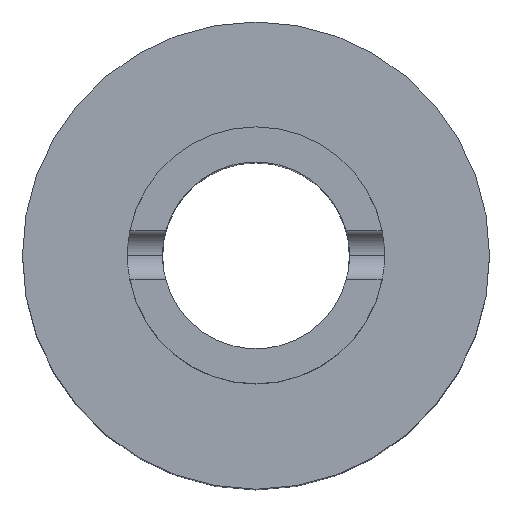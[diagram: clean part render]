
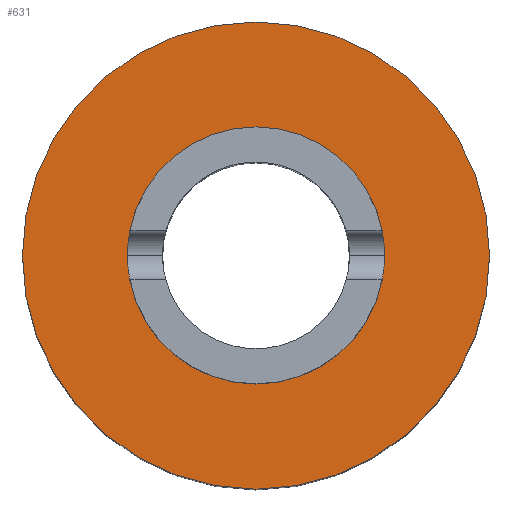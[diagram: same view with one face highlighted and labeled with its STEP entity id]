
A CAD part, top view. The second image highlights one B-rep face of the part: STEP entity #631.
In plain terms, the highlighted planar face has unit normal (0, 0, 1).
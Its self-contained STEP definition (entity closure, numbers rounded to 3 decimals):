
#21 = CIRCLE ( 'NONE', #184, 5.5 ) ;
#23 = DIRECTION ( 'NONE',  ( 0., 0., 1. ) ) ;
#114 = CARTESIAN_POINT ( 'NONE',  ( 10., 0., 20. ) ) ;
#120 = CARTESIAN_POINT ( 'NONE',  ( -10., 0., 20. ) ) ;
#121 = DIRECTION ( 'NONE',  ( 1., 0., 0. ) ) ;
#163 = DIRECTION ( 'NONE',  ( 0., 0., 1. ) ) ;
#170 = CARTESIAN_POINT ( 'NONE',  ( 0., 0., 20. ) ) ;
#183 = DIRECTION ( 'NONE',  ( 1., 0., 0. ) ) ;
#184 = AXIS2_PLACEMENT_3D ( 'NONE', #170, #23, #183 ) ;
#196 = CARTESIAN_POINT ( 'NONE',  ( 0., 0., 20. ) ) ;
#197 = AXIS2_PLACEMENT_3D ( 'NONE', #196, #163, #121 ) ;
#198 = CIRCLE ( 'NONE', #197, 10. ) ;
#288 = DIRECTION ( 'NONE',  ( 1., 0., 0. ) ) ;
#289 = DIRECTION ( 'NONE',  ( 0., 0., 1. ) ) ;
#290 = CARTESIAN_POINT ( 'NONE',  ( 0., 0., 20. ) ) ;
#291 = AXIS2_PLACEMENT_3D ( 'NONE', #290, #289, #288 ) ;
#292 = DIRECTION ( 'NONE',  ( 1., 0., 0. ) ) ;
#293 = CIRCLE ( 'NONE', #291, 10. ) ;
#304 = DIRECTION ( 'NONE',  ( 0., 0., 1. ) ) ;
#305 = CARTESIAN_POINT ( 'NONE',  ( 0., 0., 20. ) ) ;
#306 = AXIS2_PLACEMENT_3D ( 'NONE', #305, #304, #292 ) ;
#307 = FACE_OUTER_BOUND ( 'NONE', #632, .T. ) ;
#309 = PLANE ( 'NONE',  #306 ) ;
#310 = FACE_BOUND ( 'NONE', #681, .T. ) ;
#520 = VERTEX_POINT ( 'NONE', #719 ) ;
#523 = VERTEX_POINT ( 'NONE', #931 ) ;
#525 = EDGE_CURVE ( 'NONE', #520, #523, #930, .T. ) ;
#631 = ADVANCED_FACE ( 'NONE', ( #307, #310 ), #309, .T. ) ;
#632 = EDGE_LOOP ( 'NONE', ( #633, #635 ) ) ;
#633 = ORIENTED_EDGE ( 'NONE', *, *, #634, .T. ) ;
#634 = EDGE_CURVE ( 'NONE', #679, #678, #293, .T. ) ;
#635 = ORIENTED_EDGE ( 'NONE', *, *, #677, .T. ) ;
#677 = EDGE_CURVE ( 'NONE', #678, #679, #198, .T. ) ;
#678 = VERTEX_POINT ( 'NONE', #114 ) ;
#679 = VERTEX_POINT ( 'NONE', #120 ) ;
#681 = EDGE_LOOP ( 'NONE', ( #682, #684 ) ) ;
#682 = ORIENTED_EDGE ( 'NONE', *, *, #683, .F. ) ;
#683 = EDGE_CURVE ( 'NONE', #523, #520, #21, .T. ) ;
#684 = ORIENTED_EDGE ( 'NONE', *, *, #525, .F. ) ;
#719 = CARTESIAN_POINT ( 'NONE',  ( 5.5, 0., 20. ) ) ;
#926 = DIRECTION ( 'NONE',  ( 1., 0., 0. ) ) ;
#927 = DIRECTION ( 'NONE',  ( 0., 0., 1. ) ) ;
#928 = CARTESIAN_POINT ( 'NONE',  ( 0., 0., 20. ) ) ;
#929 = AXIS2_PLACEMENT_3D ( 'NONE', #928, #927, #926 ) ;
#930 = CIRCLE ( 'NONE', #929, 5.5 ) ;
#931 = CARTESIAN_POINT ( 'NONE',  ( -5.5, 0., 20. ) ) ;
